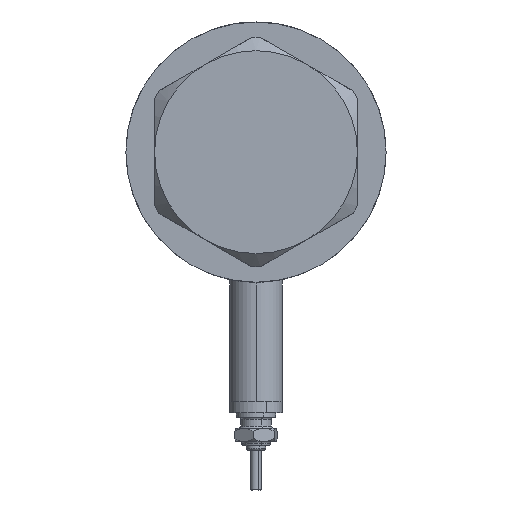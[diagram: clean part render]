
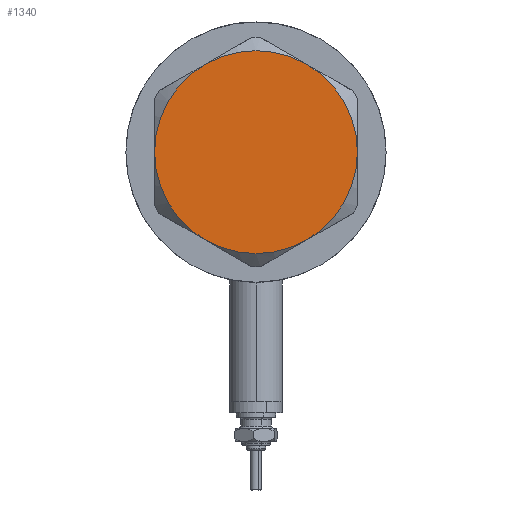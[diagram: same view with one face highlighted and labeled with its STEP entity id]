
A CAD part, left-side view. The second image highlights one B-rep face of the part: STEP entity #1340.
In plain terms, the highlighted face is planar.
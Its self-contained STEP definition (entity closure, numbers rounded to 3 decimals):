
#207 = AXIS2_PLACEMENT_3D ( 'NONE', #5463, #4091, #2659 ) ;
#250 = DIRECTION ( 'NONE',  ( 0., 0., 1. ) ) ;
#274 = ORIENTED_EDGE ( 'NONE', *, *, #1695, .T. ) ;
#278 = CARTESIAN_POINT ( 'NONE',  ( 0., 0., 13. ) ) ;
#308 = DIRECTION ( 'NONE',  ( 0., 0., 1. ) ) ;
#324 = ORIENTED_EDGE ( 'NONE', *, *, #5864, .T. ) ;
#562 = ORIENTED_EDGE ( 'NONE', *, *, #3655, .T. ) ;
#588 = CARTESIAN_POINT ( 'NONE',  ( -11.5, 19.919, 13. ) ) ;
#697 = CARTESIAN_POINT ( 'NONE',  ( 0., 0., 13. ) ) ;
#735 = DIRECTION ( 'NONE',  ( 0., 0., 1. ) ) ;
#790 = ORIENTED_EDGE ( 'NONE', *, *, #5911, .T. ) ;
#802 = CIRCLE ( 'NONE', #4513, 23. ) ;
#904 = VERTEX_POINT ( 'NONE', #1519 ) ;
#1048 = DIRECTION ( 'NONE',  ( 0., 0., 1. ) ) ;
#1340 = ADVANCED_FACE ( 'NONE', ( #3636 ), #3104, .T. ) ;
#1418 = CARTESIAN_POINT ( 'NONE',  ( 0., 0., 13. ) ) ;
#1495 = EDGE_CURVE ( 'NONE', #2376, #3868, #4424, .T. ) ;
#1519 = CARTESIAN_POINT ( 'NONE',  ( -11.5, -19.919, 13. ) ) ;
#1557 = DIRECTION ( 'NONE',  ( 1., 0., 0. ) ) ;
#1683 = CIRCLE ( 'NONE', #2443, 23. ) ;
#1695 = EDGE_CURVE ( 'NONE', #3538, #904, #802, .T. ) ;
#1728 = EDGE_CURVE ( 'NONE', #2511, #2376, #1935, .T. ) ;
#1847 = AXIS2_PLACEMENT_3D ( 'NONE', #1418, #1048, #2876 ) ;
#1866 = CIRCLE ( 'NONE', #2541, 23. ) ;
#1935 = CIRCLE ( 'NONE', #4226, 23. ) ;
#2086 = DIRECTION ( 'NONE',  ( 1., 0., 0. ) ) ;
#2269 = ORIENTED_EDGE ( 'NONE', *, *, #1495, .T. ) ;
#2376 = VERTEX_POINT ( 'NONE', #3122 ) ;
#2443 = AXIS2_PLACEMENT_3D ( 'NONE', #278, #308, #1557 ) ;
#2490 = DIRECTION ( 'NONE',  ( 1., 0., 0. ) ) ;
#2511 = VERTEX_POINT ( 'NONE', #5155 ) ;
#2541 = AXIS2_PLACEMENT_3D ( 'NONE', #5702, #250, #5732 ) ;
#2632 = CIRCLE ( 'NONE', #3377, 23. ) ;
#2659 = DIRECTION ( 'NONE',  ( 1., 0., 0. ) ) ;
#2861 = CARTESIAN_POINT ( 'NONE',  ( 11.5, -19.919, 13. ) ) ;
#2876 = DIRECTION ( 'NONE',  ( 1., 0., 0. ) ) ;
#3104 = PLANE ( 'NONE',  #207 ) ;
#3122 = CARTESIAN_POINT ( 'NONE',  ( 11.5, 19.919, 13. ) ) ;
#3124 = CARTESIAN_POINT ( 'NONE',  ( -23., 0., 13. ) ) ;
#3377 = AXIS2_PLACEMENT_3D ( 'NONE', #3509, #5849, #5879 ) ;
#3509 = CARTESIAN_POINT ( 'NONE',  ( 0., 0., 13. ) ) ;
#3538 = VERTEX_POINT ( 'NONE', #3124 ) ;
#3636 = FACE_OUTER_BOUND ( 'NONE', #5288, .T. ) ;
#3655 = EDGE_CURVE ( 'NONE', #3868, #3538, #2632, .T. ) ;
#3826 = CARTESIAN_POINT ( 'NONE',  ( 0., 0., 13. ) ) ;
#3868 = VERTEX_POINT ( 'NONE', #588 ) ;
#4091 = DIRECTION ( 'NONE',  ( 0., 0., 1. ) ) ;
#4226 = AXIS2_PLACEMENT_3D ( 'NONE', #3826, #735, #2086 ) ;
#4424 = CIRCLE ( 'NONE', #1847, 23. ) ;
#4513 = AXIS2_PLACEMENT_3D ( 'NONE', #697, #5764, #2490 ) ;
#4800 = ORIENTED_EDGE ( 'NONE', *, *, #1728, .T. ) ;
#5155 = CARTESIAN_POINT ( 'NONE',  ( 23., 0., 13. ) ) ;
#5200 = VERTEX_POINT ( 'NONE', #2861 ) ;
#5288 = EDGE_LOOP ( 'NONE', ( #790, #4800, #2269, #562, #274, #324 ) ) ;
#5463 = CARTESIAN_POINT ( 'NONE',  ( 0., 0., 13. ) ) ;
#5702 = CARTESIAN_POINT ( 'NONE',  ( 0., 0., 13. ) ) ;
#5732 = DIRECTION ( 'NONE',  ( 1., 0., 0. ) ) ;
#5764 = DIRECTION ( 'NONE',  ( 0., 0., 1. ) ) ;
#5849 = DIRECTION ( 'NONE',  ( 0., 0., 1. ) ) ;
#5864 = EDGE_CURVE ( 'NONE', #904, #5200, #1866, .T. ) ;
#5879 = DIRECTION ( 'NONE',  ( 1., 0., 0. ) ) ;
#5911 = EDGE_CURVE ( 'NONE', #5200, #2511, #1683, .T. ) ;
